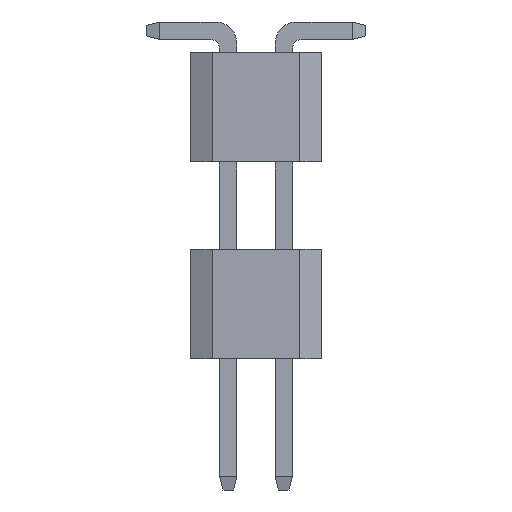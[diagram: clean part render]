
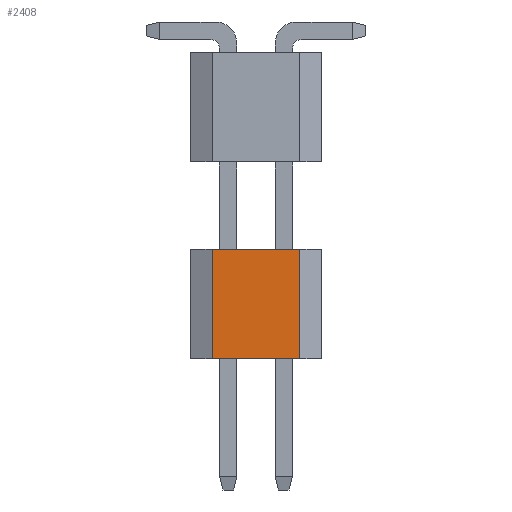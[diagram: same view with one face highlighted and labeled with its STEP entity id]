
A CAD part, left-side view. The second image highlights one B-rep face of the part: STEP entity #2408.
In plain terms, the highlighted planar face has unit normal (-1, 0, 0).
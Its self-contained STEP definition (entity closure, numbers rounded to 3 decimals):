
#23 = CARTESIAN_POINT ( 'NONE',  ( 10.16, 1., 2.5 ) ) ;
#505 = EDGE_LOOP ( 'NONE', ( #646, #2460, #2874, #4389 ) ) ;
#582 = CARTESIAN_POINT ( 'NONE',  ( 10.16, -1., 2.5 ) ) ;
#646 = ORIENTED_EDGE ( 'NONE', *, *, #4113, .F. ) ;
#752 = DIRECTION ( 'NONE',  ( 0., -1., 0. ) ) ;
#791 = VERTEX_POINT ( 'NONE', #2841 ) ;
#882 = DIRECTION ( 'NONE',  ( 0., -1., 0. ) ) ;
#1145 = VERTEX_POINT ( 'NONE', #2172 ) ;
#1150 = CARTESIAN_POINT ( 'NONE',  ( 10.16, 0., 0. ) ) ;
#1511 = EDGE_CURVE ( 'NONE', #1145, #791, #4755, .T. ) ;
#1830 = VECTOR ( 'NONE', #4613, 1000. ) ;
#1951 = AXIS2_PLACEMENT_3D ( 'NONE', #2926, #3295, #2500 ) ;
#2172 = CARTESIAN_POINT ( 'NONE',  ( 10.16, 1., 0. ) ) ;
#2408 = ADVANCED_FACE ( 'NONE', ( #2472 ), #4084, .F. ) ;
#2460 = ORIENTED_EDGE ( 'NONE', *, *, #2644, .F. ) ;
#2472 = FACE_OUTER_BOUND ( 'NONE', #505, .T. ) ;
#2500 = DIRECTION ( 'NONE',  ( 0., 1., 0. ) ) ;
#2644 = EDGE_CURVE ( 'NONE', #1145, #2774, #5183, .T. ) ;
#2774 = VERTEX_POINT ( 'NONE', #23 ) ;
#2841 = CARTESIAN_POINT ( 'NONE',  ( 10.16, -1., 0. ) ) ;
#2874 = ORIENTED_EDGE ( 'NONE', *, *, #1511, .T. ) ;
#2926 = CARTESIAN_POINT ( 'NONE',  ( 10.16, 8.828, 26. ) ) ;
#3097 = VECTOR ( 'NONE', #752, 1000. ) ;
#3105 = DIRECTION ( 'NONE',  ( 0., 0., 1. ) ) ;
#3295 = DIRECTION ( 'NONE',  ( 1., 0., 0. ) ) ;
#3370 = VECTOR ( 'NONE', #882, 1000. ) ;
#3454 = LINE ( 'NONE', #3848, #1830 ) ;
#3848 = CARTESIAN_POINT ( 'NONE',  ( 10.16, -1., 0. ) ) ;
#3922 = CARTESIAN_POINT ( 'NONE',  ( 10.16, 0., 2.5 ) ) ;
#4084 = PLANE ( 'NONE',  #1951 ) ;
#4113 = EDGE_CURVE ( 'NONE', #2774, #4626, #5105, .T. ) ;
#4389 = ORIENTED_EDGE ( 'NONE', *, *, #4813, .T. ) ;
#4613 = DIRECTION ( 'NONE',  ( 0., 0., 1. ) ) ;
#4626 = VERTEX_POINT ( 'NONE', #582 ) ;
#4755 = LINE ( 'NONE', #1150, #3370 ) ;
#4783 = CARTESIAN_POINT ( 'NONE',  ( 10.16, 1., 0. ) ) ;
#4812 = VECTOR ( 'NONE', #3105, 1000. ) ;
#4813 = EDGE_CURVE ( 'NONE', #791, #4626, #3454, .T. ) ;
#5105 = LINE ( 'NONE', #3922, #3097 ) ;
#5183 = LINE ( 'NONE', #4783, #4812 ) ;
